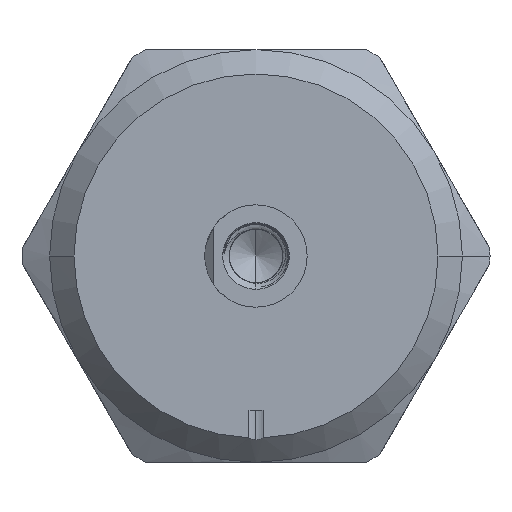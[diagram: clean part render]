
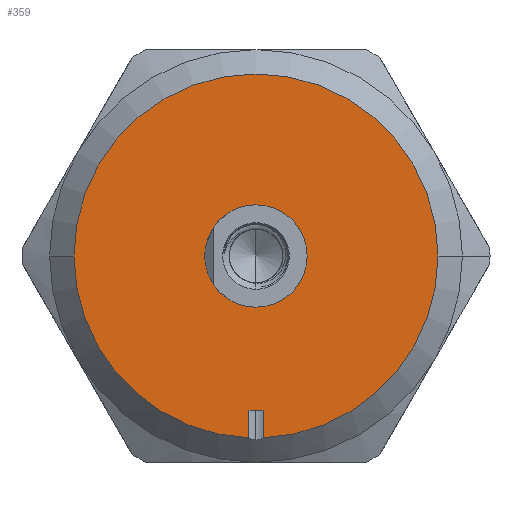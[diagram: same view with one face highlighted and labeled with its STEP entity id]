
A CAD part, left-side view. The second image highlights one B-rep face of the part: STEP entity #359.
In plain terms, the highlighted planar face has unit normal (-1, 0, 0).
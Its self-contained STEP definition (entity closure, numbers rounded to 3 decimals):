
#359 = ADVANCED_FACE ( 'NONE', ( #7613, #13876 ), #9540, .F. ) ;
#513 = ORIENTED_EDGE ( 'NONE', *, *, #13850, .T. ) ;
#719 = AXIS2_PLACEMENT_3D ( 'NONE', #7785, #14012, #5332 ) ;
#787 = AXIS2_PLACEMENT_3D ( 'NONE', #12031, #9646, #9696 ) ;
#805 = ORIENTED_EDGE ( 'NONE', *, *, #7298, .T. ) ;
#1021 = DIRECTION ( 'NONE',  ( 0., 1., 0. ) ) ;
#1111 = VERTEX_POINT ( 'NONE', #8082 ) ;
#1291 = VECTOR ( 'NONE', #4772, 1000. ) ;
#1309 = CARTESIAN_POINT ( 'NONE',  ( -10., 0.436, -9.482 ) ) ;
#1340 = VERTEX_POINT ( 'NONE', #1309 ) ;
#1501 = CIRCLE ( 'NONE', #11109, 3.15 ) ;
#1581 = EDGE_LOOP ( 'NONE', ( #14253, #10620 ) ) ;
#2427 = CARTESIAN_POINT ( 'NONE',  ( -10., 0.436, -15.5 ) ) ;
#2554 = CIRCLE ( 'NONE', #12228, 11.2 ) ;
#2678 = AXIS2_PLACEMENT_3D ( 'NONE', #11183, #12284, #3888 ) ;
#2922 = CARTESIAN_POINT ( 'NONE',  ( -10., 0., 0. ) ) ;
#3037 = CARTESIAN_POINT ( 'NONE',  ( -10., -0.436, -9.482 ) ) ;
#3175 = EDGE_CURVE ( 'NONE', #1111, #3723, #14896, .T. ) ;
#3526 = CARTESIAN_POINT ( 'NONE',  ( -10., 0., 0. ) ) ;
#3694 = EDGE_CURVE ( 'NONE', #10137, #12359, #15385, .T. ) ;
#3723 = VERTEX_POINT ( 'NONE', #5482 ) ;
#3849 = CARTESIAN_POINT ( 'NONE',  ( -10., 0., 0. ) ) ;
#3881 = VECTOR ( 'NONE', #6565, 1000. ) ;
#3888 = DIRECTION ( 'NONE',  ( 0., 1., 0. ) ) ;
#3899 = DIRECTION ( 'NONE',  ( 1., 0., 0. ) ) ;
#4006 = DIRECTION ( 'NONE',  ( 0., 0., -1. ) ) ;
#4093 = DIRECTION ( 'NONE',  ( 1., 0., 0. ) ) ;
#4103 = ORIENTED_EDGE ( 'NONE', *, *, #3694, .T. ) ;
#4656 = DIRECTION ( 'NONE',  ( -1., 0., 0. ) ) ;
#4772 = DIRECTION ( 'NONE',  ( 0., 0., 1. ) ) ;
#4831 = CARTESIAN_POINT ( 'NONE',  ( -10., 11.2, 0. ) ) ;
#4925 = DIRECTION ( 'NONE',  ( -1., 0., 0. ) ) ;
#5332 = DIRECTION ( 'NONE',  ( 0., 1., 0. ) ) ;
#5344 = CARTESIAN_POINT ( 'NONE',  ( -10., -0.436, -15.5 ) ) ;
#5482 = CARTESIAN_POINT ( 'NONE',  ( -10., 0., -3.15 ) ) ;
#6000 = AXIS2_PLACEMENT_3D ( 'NONE', #3849, #4925, #7533 ) ;
#6565 = DIRECTION ( 'NONE',  ( 0., 0., -1. ) ) ;
#6819 = CARTESIAN_POINT ( 'NONE',  ( -10., 0.436, -11.192 ) ) ;
#7145 = LINE ( 'NONE', #5344, #3881 ) ;
#7298 = EDGE_CURVE ( 'NONE', #1340, #12006, #14787, .T. ) ;
#7363 = EDGE_CURVE ( 'NONE', #3723, #1111, #1501, .T. ) ;
#7533 = DIRECTION ( 'NONE',  ( 0., 0., 1. ) ) ;
#7613 = FACE_BOUND ( 'NONE', #1581, .T. ) ;
#7620 = DIRECTION ( 'NONE',  ( 0., 0., -1. ) ) ;
#7785 = CARTESIAN_POINT ( 'NONE',  ( -10., 0., 0. ) ) ;
#8082 = CARTESIAN_POINT ( 'NONE',  ( -10., 0., 3.15 ) ) ;
#8771 = EDGE_CURVE ( 'NONE', #10105, #1340, #10204, .T. ) ;
#9540 = PLANE ( 'NONE',  #787 ) ;
#9646 = DIRECTION ( 'NONE',  ( 1., 0., 0. ) ) ;
#9696 = DIRECTION ( 'NONE',  ( 0., 0., -1. ) ) ;
#9781 = ORIENTED_EDGE ( 'NONE', *, *, #8771, .T. ) ;
#10105 = VERTEX_POINT ( 'NONE', #6819 ) ;
#10137 = VERTEX_POINT ( 'NONE', #12983 ) ;
#10196 = ORIENTED_EDGE ( 'NONE', *, *, #11622, .T. ) ;
#10204 = LINE ( 'NONE', #2427, #1291 ) ;
#10543 = CIRCLE ( 'NONE', #2678, 11.2 ) ;
#10620 = ORIENTED_EDGE ( 'NONE', *, *, #7363, .T. ) ;
#11109 = AXIS2_PLACEMENT_3D ( 'NONE', #11296, #3899, #4006 ) ;
#11183 = CARTESIAN_POINT ( 'NONE',  ( -10., 0., 0. ) ) ;
#11201 = EDGE_LOOP ( 'NONE', ( #805, #13477, #4103, #513, #10196, #9781 ) ) ;
#11296 = CARTESIAN_POINT ( 'NONE',  ( -10., 0., 0. ) ) ;
#11622 = EDGE_CURVE ( 'NONE', #15188, #10105, #2554, .T. ) ;
#12006 = VERTEX_POINT ( 'NONE', #3037 ) ;
#12031 = CARTESIAN_POINT ( 'NONE',  ( -10., 9.492, 0. ) ) ;
#12228 = AXIS2_PLACEMENT_3D ( 'NONE', #3526, #4656, #1021 ) ;
#12284 = DIRECTION ( 'NONE',  ( -1., 0., 0. ) ) ;
#12359 = VERTEX_POINT ( 'NONE', #15235 ) ;
#12401 = AXIS2_PLACEMENT_3D ( 'NONE', #2922, #4093, #7620 ) ;
#12983 = CARTESIAN_POINT ( 'NONE',  ( -10., -0.436, -11.192 ) ) ;
#13092 = EDGE_CURVE ( 'NONE', #12006, #10137, #7145, .T. ) ;
#13477 = ORIENTED_EDGE ( 'NONE', *, *, #13092, .T. ) ;
#13850 = EDGE_CURVE ( 'NONE', #12359, #15188, #10543, .T. ) ;
#13876 = FACE_OUTER_BOUND ( 'NONE', #11201, .T. ) ;
#14012 = DIRECTION ( 'NONE',  ( -1., 0., 0. ) ) ;
#14253 = ORIENTED_EDGE ( 'NONE', *, *, #3175, .T. ) ;
#14787 = CIRCLE ( 'NONE', #6000, 9.492 ) ;
#14896 = CIRCLE ( 'NONE', #12401, 3.15 ) ;
#15188 = VERTEX_POINT ( 'NONE', #4831 ) ;
#15235 = CARTESIAN_POINT ( 'NONE',  ( -10., -11.2, 0. ) ) ;
#15385 = CIRCLE ( 'NONE', #719, 11.2 ) ;
